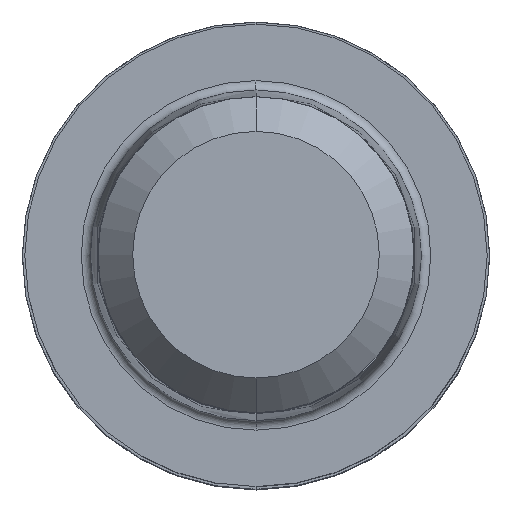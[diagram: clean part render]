
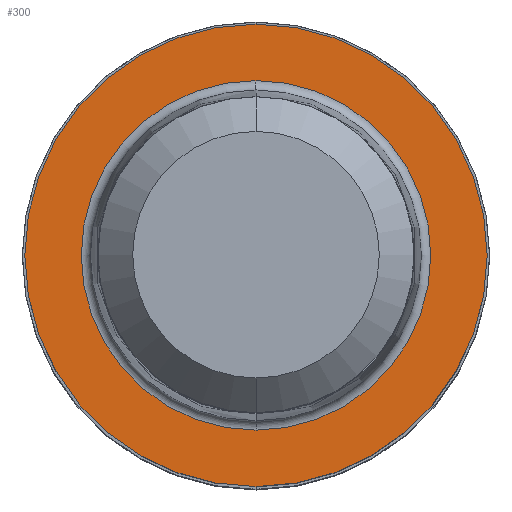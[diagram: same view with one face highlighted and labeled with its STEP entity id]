
A CAD part, top view. The second image highlights one B-rep face of the part: STEP entity #300.
In plain terms, the highlighted planar face has unit normal (0, 0, 1).
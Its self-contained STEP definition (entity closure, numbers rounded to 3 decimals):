
#228=EDGE_CURVE('',#288,#446,#542,.T.);
#288=VERTEX_POINT('',#609);
#298=VERTEX_POINT('',#620);
#300=ADVANCED_FACE('',(#622,#623),#624,.T.);
#348=EDGE_CURVE('',#446,#288,#674,.T.);
#392=EDGE_CURVE('',#298,#404,#728,.T.);
#404=VERTEX_POINT('',#741);
#446=VERTEX_POINT('',#789);
#454=EDGE_CURVE('',#404,#298,#799,.T.);
#542=CIRCLE('',#896,5.935);
#609=CARTESIAN_POINT('',(0.,-5.935,0.01));
#620=CARTESIAN_POINT('',(0.,-7.85,0.01));
#622=FACE_OUTER_BOUND('',#996,.T.);
#623=FACE_BOUND('',#997,.T.);
#624=PLANE('',#998);
#674=CIRCLE('',#1065,5.935);
#728=CIRCLE('',#1129,7.85);
#741=CARTESIAN_POINT('',(0.0,7.85,0.01));
#789=CARTESIAN_POINT('',(0.0,5.935,0.01));
#799=CIRCLE('',#1217,7.85);
#896=AXIS2_PLACEMENT_3D('',#1319,#1320,#1321);
#996=EDGE_LOOP('',(#1417,#1418));
#997=EDGE_LOOP('',(#1419,#1420));
#998=AXIS2_PLACEMENT_3D('',#1421,#1422,#1423);
#1065=AXIS2_PLACEMENT_3D('',#1462,#1463,#1464);
#1129=AXIS2_PLACEMENT_3D('',#1566,#1567,#1568);
#1217=AXIS2_PLACEMENT_3D('',#1650,#1651,#1652);
#1319=CARTESIAN_POINT('',(0.0,0.0,0.01));
#1320=DIRECTION('',(0.0,0.0,-1.0));
#1321=DIRECTION('',(0.0,1.0,0.0));
#1417=ORIENTED_EDGE('',*,*,#454,.F.);
#1418=ORIENTED_EDGE('',*,*,#392,.F.);
#1419=ORIENTED_EDGE('',*,*,#348,.T.);
#1420=ORIENTED_EDGE('',*,*,#228,.T.);
#1421=CARTESIAN_POINT('',(0.0,3.925,0.01));
#1422=DIRECTION('',(-0.0,0.0,1.0));
#1423=DIRECTION('',(0.0,-1.0,0.0));
#1462=CARTESIAN_POINT('',(0.0,0.0,0.01));
#1463=DIRECTION('',(0.0,0.0,-1.0));
#1464=DIRECTION('',(0.0,1.0,0.0));
#1566=CARTESIAN_POINT('',(0.0,0.0,0.01));
#1567=DIRECTION('',(0.0,0.0,-1.0));
#1568=DIRECTION('',(0.0,1.0,0.0));
#1650=CARTESIAN_POINT('',(0.0,0.0,0.01));
#1651=DIRECTION('',(0.0,0.0,-1.0));
#1652=DIRECTION('',(0.0,1.0,0.0));
